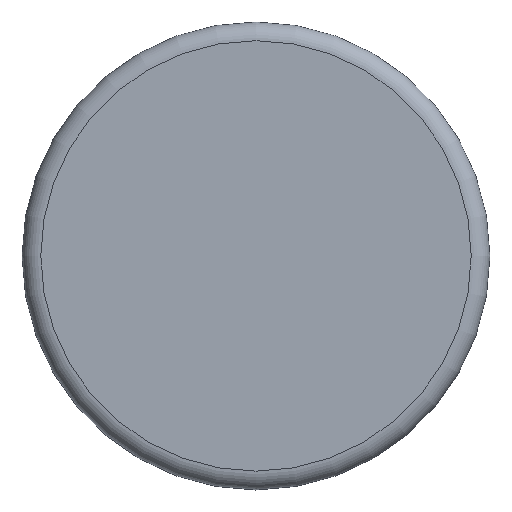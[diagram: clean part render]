
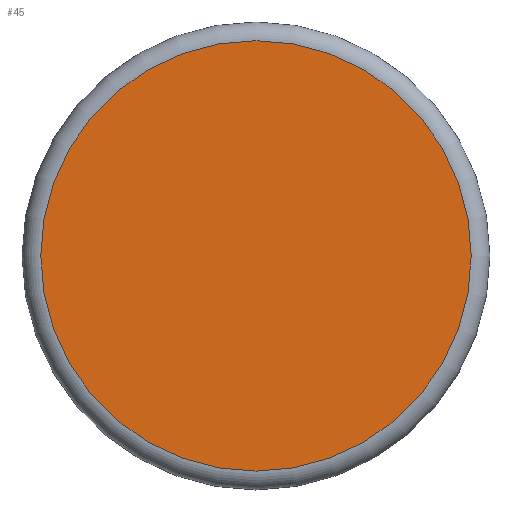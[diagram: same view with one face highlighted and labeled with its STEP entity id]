
A CAD part, top view. The second image highlights one B-rep face of the part: STEP entity #45.
In plain terms, the highlighted planar face has unit normal (0, 0, 1).
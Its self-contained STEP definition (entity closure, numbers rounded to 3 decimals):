
#45 = ADVANCED_FACE( '', ( #100 ), #101, .F. );
#100 = FACE_OUTER_BOUND( '', #173, .T. );
#101 = PLANE( '', #174 );
#173 = EDGE_LOOP( '', ( #244 ) );
#174 = AXIS2_PLACEMENT_3D( '', #245, #246, #247 );
#244 = ORIENTED_EDGE( '', *, *, #338, .T. );
#245 = CARTESIAN_POINT( '', ( 12.5, 0., 16.5 ) );
#246 = DIRECTION( '', ( 0., 0., -1. ) );
#247 = DIRECTION( '', ( -1., 0., 0. ) );
#338 = EDGE_CURVE( '', #375, #375, #376, .F. );
#375 = VERTEX_POINT( '', #424 );
#376 = CIRCLE( '', #425, 11.5 );
#424 = CARTESIAN_POINT( '', ( -11.5, 0., 16.5 ) );
#425 = AXIS2_PLACEMENT_3D( '', #474, #475, #476 );
#474 = CARTESIAN_POINT( '', ( 0., 0., 16.5 ) );
#475 = DIRECTION( '', ( 0., 0., -1. ) );
#476 = DIRECTION( '', ( -1., 0., 0. ) );
